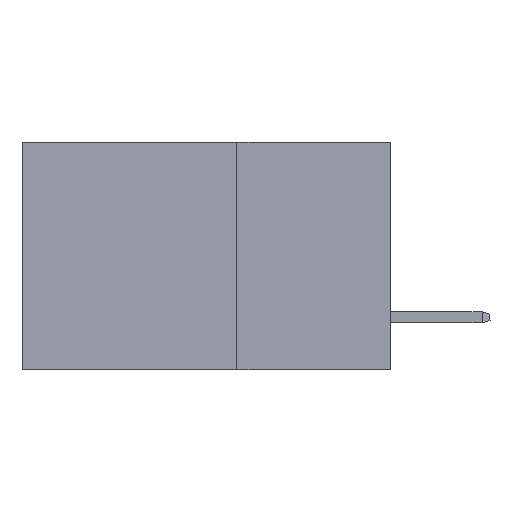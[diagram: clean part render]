
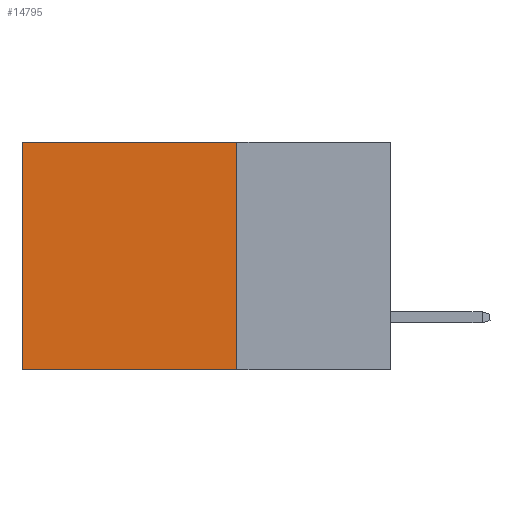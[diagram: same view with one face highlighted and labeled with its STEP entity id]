
A CAD part, left-side view. The second image highlights one B-rep face of the part: STEP entity #14795.
In plain terms, the highlighted planar face has unit normal (-1, 0, 0).
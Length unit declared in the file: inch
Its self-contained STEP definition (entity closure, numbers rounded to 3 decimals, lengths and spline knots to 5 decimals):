
#58 = AXIS2_PLACEMENT_3D ( 'NONE', #3548, #24329, #8771 ) ;
#762 = LINE ( 'NONE', #14155, #7743 ) ;
#1146 = EDGE_CURVE ( 'NONE', #28685, #20733, #32992, .T. ) ;
#3548 = CARTESIAN_POINT ( 'NONE',  ( 0.2875, 0.25, 0. ) ) ;
#4370 = EDGE_LOOP ( 'NONE', ( #24166, #21332, #31939, #15089 ) ) ;
#5620 = CARTESIAN_POINT ( 'NONE',  ( 0.2875, 0.25, -0.37 ) ) ;
#7743 = VECTOR ( 'NONE', #32114, 39.37008 ) ;
#8771 = DIRECTION ( 'NONE',  ( 0., 0., -1. ) ) ;
#9133 = CARTESIAN_POINT ( 'NONE',  ( 0.2875, 0.25, 0. ) ) ;
#9278 = CARTESIAN_POINT ( 'NONE',  ( 0.2875, 0.6, 0. ) ) ;
#9370 = CARTESIAN_POINT ( 'NONE',  ( 0.2875, 0.25, -0.37 ) ) ;
#10583 = LINE ( 'NONE', #9133, #23556 ) ;
#12520 = VECTOR ( 'NONE', #31940, 39.37008 ) ;
#14155 = CARTESIAN_POINT ( 'NONE',  ( 0.2875, 0.6, 0. ) ) ;
#14795 = ADVANCED_FACE ( 'NONE', ( #23600 ), #29329, .F. ) ;
#15089 = ORIENTED_EDGE ( 'NONE', *, *, #1146, .T. ) ;
#17139 = VERTEX_POINT ( 'NONE', #9370 ) ;
#17990 = VERTEX_POINT ( 'NONE', #33297 ) ;
#19425 = EDGE_CURVE ( 'NONE', #28685, #17139, #10583, .T. ) ;
#20733 = VERTEX_POINT ( 'NONE', #9278 ) ;
#21332 = ORIENTED_EDGE ( 'NONE', *, *, #28242, .F. ) ;
#23556 = VECTOR ( 'NONE', #32234, 39.37008 ) ;
#23600 = FACE_OUTER_BOUND ( 'NONE', #4370, .T. ) ;
#24166 = ORIENTED_EDGE ( 'NONE', *, *, #31498, .T. ) ;
#24329 = DIRECTION ( 'NONE',  ( 1., 0., 0. ) ) ;
#27001 = VECTOR ( 'NONE', #28910, 39.37008 ) ;
#28242 = EDGE_CURVE ( 'NONE', #17139, #17990, #28586, .T. ) ;
#28586 = LINE ( 'NONE', #5620, #27001 ) ;
#28685 = VERTEX_POINT ( 'NONE', #31105 ) ;
#28910 = DIRECTION ( 'NONE',  ( 0., 1., 0. ) ) ;
#29329 = PLANE ( 'NONE',  #58 ) ;
#29390 = CARTESIAN_POINT ( 'NONE',  ( 0.2875, 0.25, 0. ) ) ;
#31105 = CARTESIAN_POINT ( 'NONE',  ( 0.2875, 0.25, 0. ) ) ;
#31498 = EDGE_CURVE ( 'NONE', #20733, #17990, #762, .T. ) ;
#31939 = ORIENTED_EDGE ( 'NONE', *, *, #19425, .F. ) ;
#31940 = DIRECTION ( 'NONE',  ( 0., 1., 0. ) ) ;
#32114 = DIRECTION ( 'NONE',  ( 0., 0., -1. ) ) ;
#32234 = DIRECTION ( 'NONE',  ( 0., 0., -1. ) ) ;
#32992 = LINE ( 'NONE', #29390, #12520 ) ;
#33297 = CARTESIAN_POINT ( 'NONE',  ( 0.2875, 0.6, -0.37 ) ) ;
